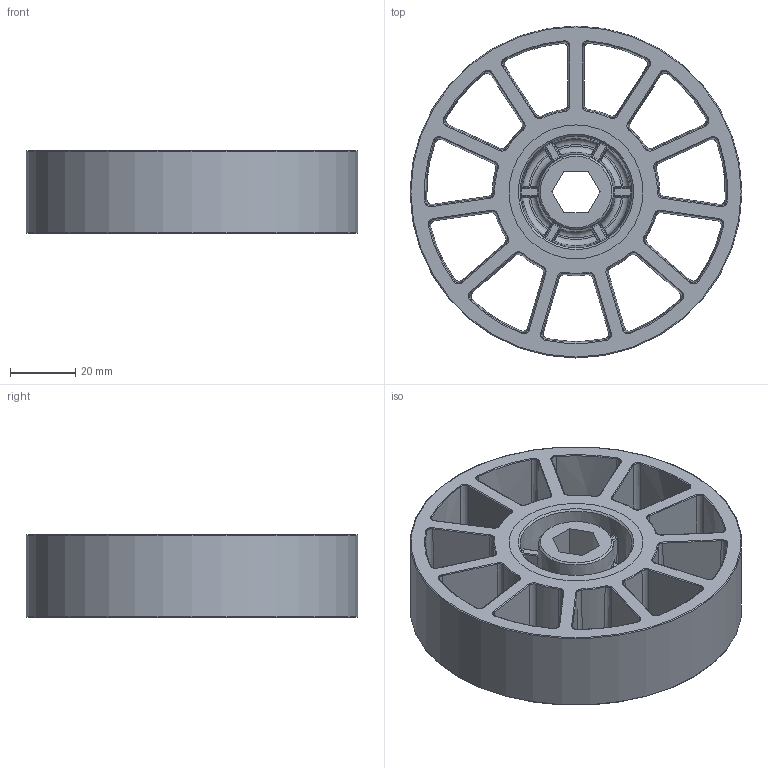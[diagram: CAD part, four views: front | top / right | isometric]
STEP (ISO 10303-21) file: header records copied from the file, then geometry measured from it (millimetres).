
FILE_DESCRIPTION(/* description */ (''),/* implementation_level */ '2;1');
FILE_NAME(/* name */ 'am-3480_green.stp',/* time_stamp */ '2019-12-10T16:31:06-08:00',/* author */ ('Phillips Lenovo'),/* organization */ ('Autodesk Inc.'),/* preprocessor_version */ 'ST-DEVELOPER v18',/* originating_system */ 'Autodesk Inventor 2020',/* authorisation */ '');
FILE_SCHEMA (('AUTOMOTIVE_DESIGN { 1 0 10303 214 3 1 1 }'));
Length unit declared in the file: inch
Products named in the file (3): am-3480_green; 4IN Compliant Wheel FINAL Overmold; 2in Wheel Intergrated 0500 HEX Hub
Assembly tree (2 placements, depth 2):
  am-3480_green
    4IN Compliant Wheel FINAL Overmold
    2in Wheel Intergrated 0500 HEX Hub
Bounding box: 101.6 x 101.6 x 25.4 mm (x, y, z)
Volume: 104186.5 mm3; surface area: 47924.8 mm2
Topology: 2 solids, 2 shells, 430 faces, 1034 edges, 609 vertices
Faces by surface type: bspline 204, torus 70, cylinder 69, plane 57, cone 30
Full cylindrical faces by diameter (mm): 101.6 x1
Entity records: 23134 total; most frequent: CARTESIAN_POINT 14297, ORIENTED_EDGE 2068, DIRECTION 1549, EDGE_CURVE 1034, AXIS2_PLACEMENT_3D 693, VERTEX_POINT 609, CIRCLE 462, EDGE_LOOP 457
